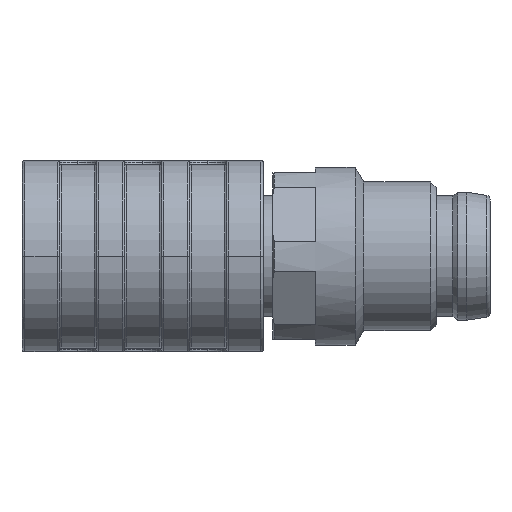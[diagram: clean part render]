
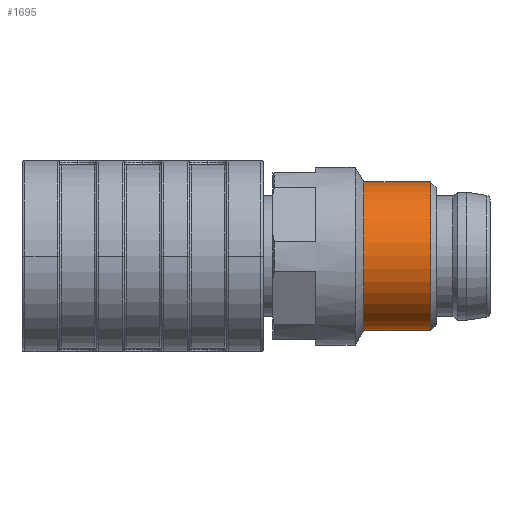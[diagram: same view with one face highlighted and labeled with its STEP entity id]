
A CAD part, front view. The second image highlights one B-rep face of the part: STEP entity #1695.
In plain terms, the highlighted cylindrical face has radius 4 mm (diameter 8 mm), a full revolution.
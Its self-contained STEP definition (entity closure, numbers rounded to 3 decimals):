
#1695=ADVANCED_FACE('',(#2123,#2124),#1997,.T.);
#1997=CYLINDRICAL_SURFACE('',#6938,4.);
#2123=FACE_BOUND('',#2434,.T.);
#2124=FACE_BOUND('',#2435,.T.);
#2434=EDGE_LOOP('',(#3535));
#2435=EDGE_LOOP('',(#3536));
#3535=ORIENTED_EDGE('',*,*,#5527,.F.);
#3536=ORIENTED_EDGE('',*,*,#5528,.T.);
#4786=VERTEX_POINT('',#10502);
#4787=VERTEX_POINT('',#10504);
#5527=EDGE_CURVE('',#4786,#4786,#6269,.T.);
#5528=EDGE_CURVE('',#4787,#4787,#6270,.T.);
#6269=CIRCLE('',#6936,4.);
#6270=CIRCLE('',#6937,4.);
#6936=AXIS2_PLACEMENT_3D('',#10501,#8399,#8400);
#6937=AXIS2_PLACEMENT_3D('',#10503,#8401,#8402);
#6938=AXIS2_PLACEMENT_3D('',#10505,#8403,#8404);
#8399=DIRECTION('',(-1.,0.,0.));
#8400=DIRECTION('',(0.,-0.866,-0.5));
#8401=DIRECTION('',(-1.,0.,0.));
#8402=DIRECTION('',(0.,-0.866,-0.5));
#8403=DIRECTION('',(-1.,0.,0.));
#8404=DIRECTION('',(0.,0.866,0.5));
#10501=CARTESIAN_POINT('',(99.602,11.101,-0.023));
#10502=CARTESIAN_POINT('',(99.602,7.637,-2.023));
#10503=CARTESIAN_POINT('',(103.202,11.101,-0.023));
#10504=CARTESIAN_POINT('',(103.202,7.637,-2.023));
#10505=CARTESIAN_POINT('',(93.402,11.101,-0.023));
